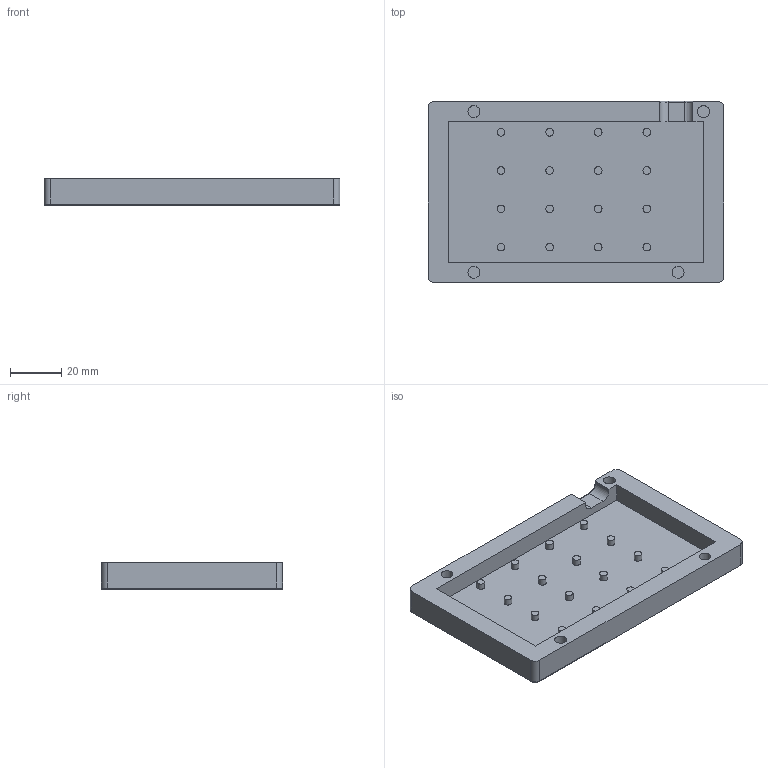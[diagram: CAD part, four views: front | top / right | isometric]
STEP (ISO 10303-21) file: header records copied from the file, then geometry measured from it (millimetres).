
FILE_DESCRIPTION(/* description */ (''),/* implementation_level */ '2;1');
FILE_NAME(/* name */ 'Case_Bottom.step',/* time_stamp */ '2025-12-23T03:18:52+08:00',/* author */ (''),/* organization */ (''),/* preprocessor_version */ 'ST-DEVELOPER v20.1',/* originating_system */ 'Autodesk Translation Framework v14.21.0.0',/* authorisation */ '');
FILE_SCHEMA (('AUTOMOTIVE_DESIGN { 1 0 10303 214 3 1 1 }'));
Products named in the file (1): Case_Bottom
Bounding box: 116 x 71 x 10.5 mm (x, y, z)
Volume: 44743.3 mm3; surface area: 23184.2 mm2
Topology: 1 solids, 1 shells, 1269 faces, 3595 edges, 2392 vertices
Faces by surface type: bspline 1052, plane 174, cylinder 35, torus 8
Full cylindrical faces by diameter (mm): 3 x16, 4.7 x4
Entity records: 50889 total; most frequent: CARTESIAN_POINT 25159, ORIENTED_EDGE 7190, EDGE_CURVE 3595, VERTEX_POINT 2392, B_SPLINE_CURVE_WITH_KNOTS 2106, DIRECTION 2003, LINE 1411, VECTOR 1411
